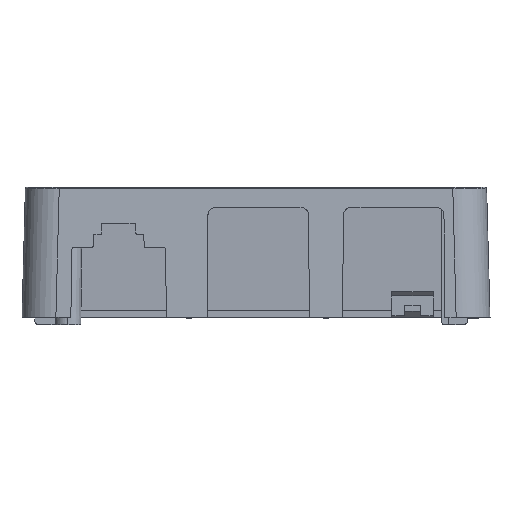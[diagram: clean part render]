
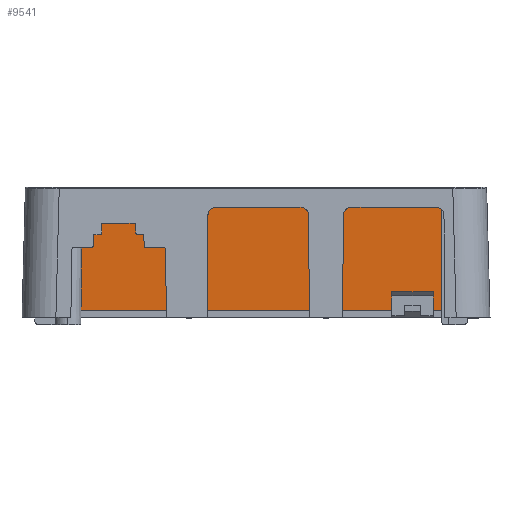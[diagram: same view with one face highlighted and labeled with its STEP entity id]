
A CAD part, left-side view. The second image highlights one B-rep face of the part: STEP entity #9541.
In plain terms, the highlighted planar face has unit normal (-1, 0, -0.026).
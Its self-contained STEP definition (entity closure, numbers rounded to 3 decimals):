
#226 = LINE ( 'NONE', #23017, #14170 ) ;
#505 = CARTESIAN_POINT ( 'NONE',  ( 45.186, -31.6, 18.5 ) ) ;
#1120 = LINE ( 'NONE', #15418, #19301 ) ;
#1190 = EDGE_CURVE ( 'NONE', #7614, #16661, #1120, .T. ) ;
#1431 = VECTOR ( 'NONE', #8034, 1000. ) ;
#1598 = CARTESIAN_POINT ( 'NONE',  ( 45.576, -18.542, 3.6 ) ) ;
#1674 = VERTEX_POINT ( 'NONE', #15669 ) ;
#2559 = DIRECTION ( 'NONE',  ( 0., -1., 0. ) ) ;
#2756 = ORIENTED_EDGE ( 'NONE', *, *, #26685, .T. ) ;
#2813 = ORIENTED_EDGE ( 'NONE', *, *, #24055, .F. ) ;
#2989 = CARTESIAN_POINT ( 'NONE',  ( 45.186, -26.687, 18.5 ) ) ;
#4216 = DIRECTION ( 'NONE',  ( 0., -1., 0. ) ) ;
#5291 = EDGE_CURVE ( 'NONE', #10504, #16525, #16830, .T. ) ;
#6210 = CARTESIAN_POINT ( 'NONE',  ( 45.576, 24.201, 3.6 ) ) ;
#6276 = CARTESIAN_POINT ( 'NONE',  ( 45.601, -18.542, 2.661 ) ) ;
#6668 = LINE ( 'NONE', #505, #13551 ) ;
#6854 = VECTOR ( 'NONE', #10852, 1000. ) ;
#7369 = CARTESIAN_POINT ( 'NONE',  ( 45.576, -31.6, 3.6 ) ) ;
#7614 = VERTEX_POINT ( 'NONE', #2989 ) ;
#7981 = VERTEX_POINT ( 'NONE', #21484 ) ;
#8034 = DIRECTION ( 'NONE',  ( 0.026, 0., -1. ) ) ;
#9541 = ADVANCED_FACE ( 'NONE', ( #15535 ), #16533, .F. ) ;
#10284 = EDGE_LOOP ( 'NONE', ( #13840, #2756, #22430, #12990, #2813, #11316, #13205, #25488 ) ) ;
#10504 = VERTEX_POINT ( 'NONE', #1598 ) ;
#10842 = VECTOR ( 'NONE', #11302, 1000. ) ;
#10852 = DIRECTION ( 'NONE',  ( 0., -1., 0. ) ) ;
#11221 = DIRECTION ( 'NONE',  ( 0.026, 0.009, -1. ) ) ;
#11227 = DIRECTION ( 'NONE',  ( 0.026, -0.026, -0.999 ) ) ;
#11302 = DIRECTION ( 'NONE',  ( 0., -1., 0. ) ) ;
#11316 = ORIENTED_EDGE ( 'NONE', *, *, #24478, .T. ) ;
#12281 = EDGE_CURVE ( 'NONE', #22460, #10504, #16392, .T. ) ;
#12990 = ORIENTED_EDGE ( 'NONE', *, *, #1190, .F. ) ;
#13205 = ORIENTED_EDGE ( 'NONE', *, *, #12281, .T. ) ;
#13551 = VECTOR ( 'NONE', #2559, 1000. ) ;
#13840 = ORIENTED_EDGE ( 'NONE', *, *, #19492, .T. ) ;
#14170 = VECTOR ( 'NONE', #11221, 1000. ) ;
#14461 = DIRECTION ( 'NONE',  ( 1., 0., 0.026 ) ) ;
#14528 = CARTESIAN_POINT ( 'NONE',  ( 45.601, -24.058, 2.661 ) ) ;
#14629 = DIRECTION ( 'NONE',  ( 0.026, 0., -1. ) ) ;
#14735 = AXIS2_PLACEMENT_3D ( 'NONE', #22495, #14461, #14629 ) ;
#15146 = CARTESIAN_POINT ( 'NONE',  ( 45.576, -31.6, 3.6 ) ) ;
#15418 = CARTESIAN_POINT ( 'NONE',  ( 45.604, -27.105, 2.543 ) ) ;
#15535 = FACE_OUTER_BOUND ( 'NONE', #10284, .T. ) ;
#15669 = CARTESIAN_POINT ( 'NONE',  ( 45.51, -24.058, 6.1 ) ) ;
#15978 = LINE ( 'NONE', #15146, #6854 ) ;
#16392 = LINE ( 'NONE', #7369, #10842 ) ;
#16525 = VERTEX_POINT ( 'NONE', #17913 ) ;
#16533 = PLANE ( 'NONE',  #14735 ) ;
#16661 = VERTEX_POINT ( 'NONE', #24574 ) ;
#16689 = CARTESIAN_POINT ( 'NONE',  ( 45.51, -31.6, 6.1 ) ) ;
#16830 = LINE ( 'NONE', #6276, #24569 ) ;
#17913 = CARTESIAN_POINT ( 'NONE',  ( 45.51, -18.542, 6.1 ) ) ;
#18010 = LINE ( 'NONE', #14528, #1431 ) ;
#18111 = EDGE_CURVE ( 'NONE', #7981, #16661, #15978, .T. ) ;
#19210 = CARTESIAN_POINT ( 'NONE',  ( 45.186, 24.071, 18.5 ) ) ;
#19301 = VECTOR ( 'NONE', #11227, 1000. ) ;
#19492 = EDGE_CURVE ( 'NONE', #16525, #1674, #23012, .T. ) ;
#20920 = DIRECTION ( 'NONE',  ( -0.026, 0., 1. ) ) ;
#21484 = CARTESIAN_POINT ( 'NONE',  ( 45.576, -24.058, 3.6 ) ) ;
#22430 = ORIENTED_EDGE ( 'NONE', *, *, #18111, .T. ) ;
#22460 = VERTEX_POINT ( 'NONE', #6210 ) ;
#22495 = CARTESIAN_POINT ( 'NONE',  ( 45.601, -31.6, 2.661 ) ) ;
#23012 = LINE ( 'NONE', #16689, #24951 ) ;
#23017 = CARTESIAN_POINT ( 'NONE',  ( 45.588, 24.205, 3.147 ) ) ;
#24055 = EDGE_CURVE ( 'NONE', #24941, #7614, #6668, .T. ) ;
#24478 = EDGE_CURVE ( 'NONE', #24941, #22460, #226, .T. ) ;
#24569 = VECTOR ( 'NONE', #20920, 1000. ) ;
#24574 = CARTESIAN_POINT ( 'NONE',  ( 45.576, -27.077, 3.6 ) ) ;
#24941 = VERTEX_POINT ( 'NONE', #19210 ) ;
#24951 = VECTOR ( 'NONE', #4216, 1000. ) ;
#25488 = ORIENTED_EDGE ( 'NONE', *, *, #5291, .T. ) ;
#26685 = EDGE_CURVE ( 'NONE', #1674, #7981, #18010, .T. ) ;
